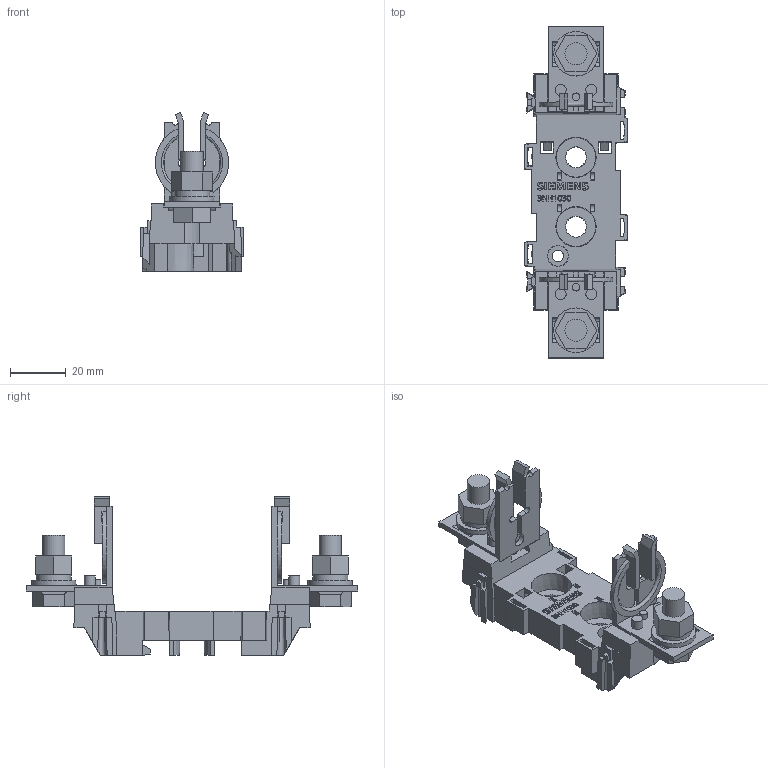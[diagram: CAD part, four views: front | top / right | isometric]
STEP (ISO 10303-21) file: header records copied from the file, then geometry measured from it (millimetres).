
FILE_DESCRIPTION(/* description */ (''),/* implementation_level */ '2;1');
FILE_NAME(/* name */ '3NH1030_000154210V.stp',/* time_stamp */ '2024-10-07T10:50:25+02:00',/* author */ (''),/* organization */ (''),/* preprocessor_version */ 'ST-DEVELOPER v18.101',/* originating_system */ 'SIEMENS PLM Software NX 2007',/* authorisation */ '');
FILE_SCHEMA (('AUTOMOTIVE_DESIGN { 1 0 10303 214 3 1 1 1 }'));
Length unit declared in the file: millimetre
Products named in the file (1): 3NH1030_000154210V
Bounding box: 37 x 119.5 x 57.2 mm (x, y, z)
Volume: 27954 mm3; surface area: 29638.2 mm2
Topology: 1 solids, 7 shells, 968 faces, 2660 edges, 1735 vertices
Faces by surface type: plane 774, cylinder 97, cone 65, extrusion 24, bspline 6, torus 2
Full cylindrical faces by diameter (mm): 1.5 x2, 2.6 x2, 2.8 x2, 4 x8, 8 x4, 9 x2, 12.7 x2, 16 x2
Entity records: 38484 total; most frequent: CARTESIAN_POINT 8153, ORIENTED_EDGE 5202, DIRECTION 4744, EDGE_CURVE 2601, VECTOR 1944, LINE 1920, VERTEX_POINT 1715, AXIS2_PLACEMENT_3D 1400
